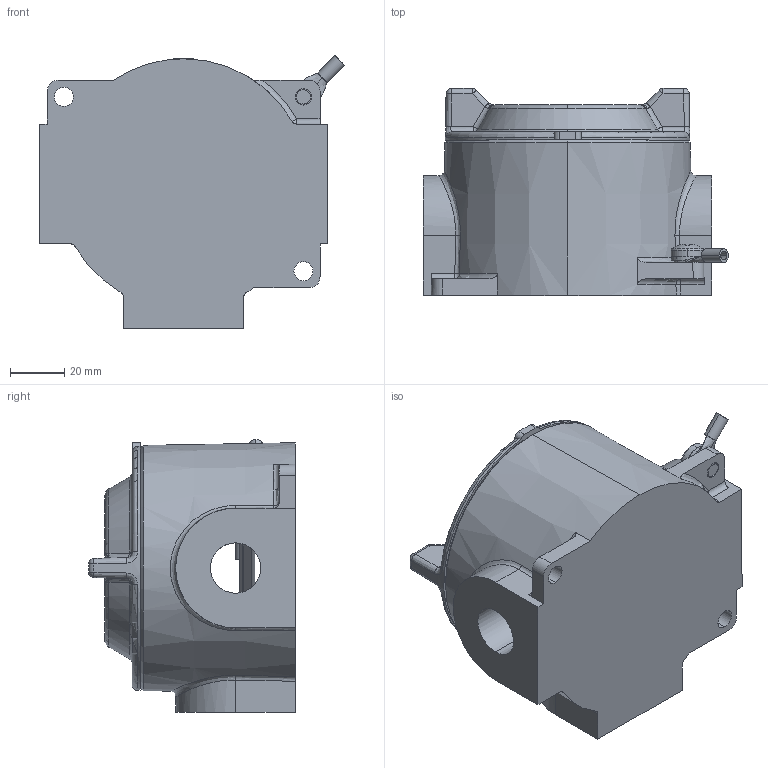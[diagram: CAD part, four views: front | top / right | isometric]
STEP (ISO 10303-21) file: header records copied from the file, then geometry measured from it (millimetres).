
FILE_DESCRIPTION (( 'STEP AP203' ), '1' );
FILE_NAME ('8252_12-0B1B0-111-ap203.STEP', '2013-07-18T05:11:34', ( 'Admin' ), ( 'R. STAHL AG' ), 'SwSTEP 2.0', 'SolidWorks 2013', '' );
FILE_SCHEMA (( 'CONFIG_CONTROL_DESIGN' ));
Length unit declared in the file: millimetre
Products named in the file (10): ISO 7045 - M4 x 6 - Z --- 6N_ISO 7045 - M4 x 6 - Z --- 6N; DIN 128 - M6 Lock washer; ISO 7045 - M6 x 8 - Z --- 8N_ISO 7045 - M6 x 8 - Z --- 8N; Socket Set Screw Cone Point_ISO_ISO 4027 - M3 x 3-N; 8252 Size 2 oring; NS15-5.5x61P dinrail; 8252 Housing S2-3Way N2_S2-3Way M20; 8252_12-0B1B0-111-ap203; 8252 Cover S2 N2_3d export; 517_629_0_517_659_0
Assembly tree (13 placements, depth 2):
  8252_12-0B1B0-111-ap203
    8252 Housing S2-3Way N2_S2-3Way M20
    8252 Cover S2 N2_3d export
    517_629_0_517_659_0  x2
    ISO 7045 - M4 x 6 - Z --- 6N_ISO 7045 - M4 x 6 - Z --- 6N  x2
    DIN 128 - M6 Lock washer  x2
    ISO 7045 - M6 x 8 - Z --- 8N_ISO 7045 - M6 x 8 - Z --- 8N  x2
    Socket Set Screw Cone Point_ISO_ISO 4027 - M3 x 3-N
    8252 Size 2 oring
    NS15-5.5x61P dinrail
Bounding box: 112.15 x 76 x 100.15 mm (x, y, z)
Volume: 216154.5 mm3; surface area: 83433.2 mm2
Topology: 13 solids, 13 shells, 520 faces, 1287 edges, 763 vertices
Faces by surface type: plane 160, cylinder 122, bspline 80, cone 75, torus 59, sphere 24
Entity records: 17240 total; most frequent: CARTESIAN_POINT 6701, ORIENTED_EDGE 1996, DIRECTION 1965, EDGE_CURVE 998, AXIS2_PLACEMENT_3D 824, VERTEX_POINT 603, CIRCLE 460, EDGE_LOOP 451
